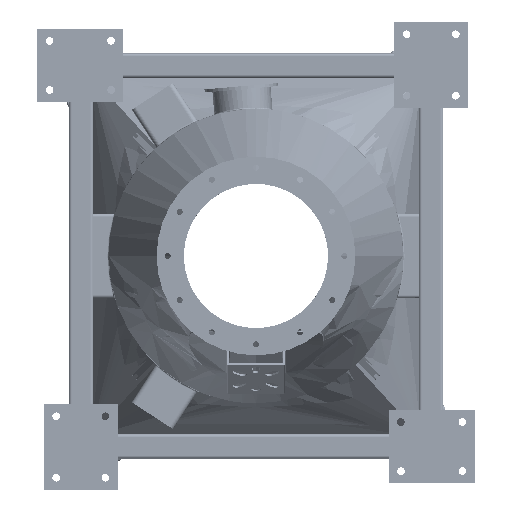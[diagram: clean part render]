
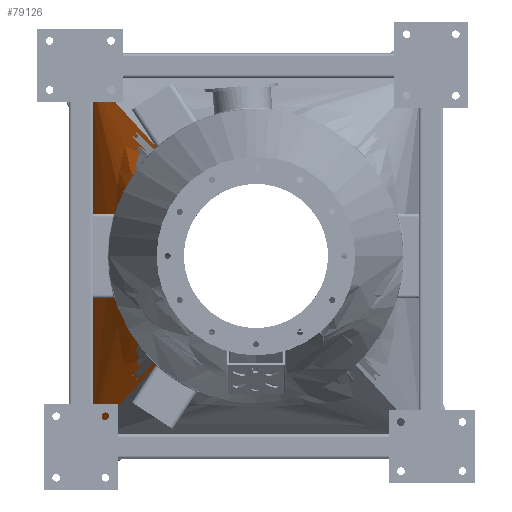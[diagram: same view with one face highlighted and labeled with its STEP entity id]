
A CAD part, front view. The second image highlights one B-rep face of the part: STEP entity #79126.
In plain terms, the highlighted free-form (B-spline) face has degree [3, 1] with [34, 2] control points.
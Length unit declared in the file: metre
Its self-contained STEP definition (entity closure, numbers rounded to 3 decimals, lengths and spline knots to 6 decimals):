
#542 = ORIENTED_EDGE ( 'NONE', *, *, #128058, .F. ) ;
#2991 = AXIS2_PLACEMENT_3D ( 'NONE', #17910, #51117, #133271 ) ;
#5724 = CARTESIAN_POINT ( 'NONE',  ( 0.3429, 0.6712, -0.109273 ) ) ;
#6393 = CARTESIAN_POINT ( 'NONE',  ( 0.199033, 0.4172, -0.158027 ) ) ;
#7072 = CARTESIAN_POINT ( 'NONE',  ( 0.182883, 0.4172, 0.176453 ) ) ;
#7735 = CARTESIAN_POINT ( 'NONE',  ( 0.254, 0.4172, -0.009321 ) ) ;
#8429 = CARTESIAN_POINT ( 'NONE',  ( 0.3429, 0.6712, 0.031221 ) ) ;
#9792 = ORIENTED_EDGE ( 'NONE', *, *, #91368, .T. ) ;
#9966 = CARTESIAN_POINT ( 'NONE',  ( 0.3429, 0.6712, 0.37465 ) ) ;
#10605 = CARTESIAN_POINT ( 'NONE',  ( 0.3429, 0.6712, 0.37465 ) ) ;
#11305 = LINE ( 'NONE', #9966, #53683 ) ;
#11461 = VERTEX_POINT ( 'NONE', #10605 ) ;
#12277 = VERTEX_POINT ( 'NONE', #106467 ) ;
#12647 = DIRECTION ( 'NONE',  ( -0.477, -0.707, 0.521 ) ) ;
#12931 = VECTOR ( 'NONE', #26400, 1. ) ;
#15944 = CARTESIAN_POINT ( 'NONE',  ( 0.177249, 0.4172, 0.182098 ) ) ;
#16618 = CARTESIAN_POINT ( 'NONE',  ( 0.24992, 0.4172, 0.046267 ) ) ;
#17276 = CARTESIAN_POINT ( 'NONE',  ( 0.3429, 0.6712, -0.124883 ) ) ;
#17910 = CARTESIAN_POINT ( 'NONE',  ( 0., 0.4172, 0. ) ) ;
#17950 = CARTESIAN_POINT ( 'NONE',  ( 0.17149, 0.4172, 0.187369 ) ) ;
#18608 = CARTESIAN_POINT ( 'NONE',  ( 0.3429, 0.6712, -0.249767 ) ) ;
#22768 = CARTESIAN_POINT ( 'NONE',  ( 0.3429, 0.6712, -0.343429 ) ) ;
#26126 = CARTESIAN_POINT ( 'NONE',  ( 0.237598, 0.4172, 0.090254 ) ) ;
#26400 = DIRECTION ( 'NONE',  ( -0.477, -0.707, -0.521 ) ) ;
#26794 = CARTESIAN_POINT ( 'NONE',  ( 0.222663, 0.4172, -0.122525 ) ) ;
#27451 = CARTESIAN_POINT ( 'NONE',  ( 0.209043, 0.4172, 0.144525 ) ) ;
#28117 = CARTESIAN_POINT ( 'NONE',  ( 0.3429, 0.6712, -0.156104 ) ) ;
#28790 = CARTESIAN_POINT ( 'NONE',  ( 0.3429, 0.6712, -0.078052 ) ) ;
#33005 = CARTESIAN_POINT ( 'NONE',  ( 0.257195, 0.5442, -0.281009 ) ) ;
#36291 = CARTESIAN_POINT ( 'NONE',  ( 0.17149, 0.4172, -0.187369 ) ) ;
#36957 = CARTESIAN_POINT ( 'NONE',  ( 0.3429, 0.6712, 0.265377 ) ) ;
#37633 = CARTESIAN_POINT ( 'NONE',  ( 0.226777, 0.4172, 0.114748 ) ) ;
#38310 = CARTESIAN_POINT ( 'NONE',  ( 0.3429, 0.6712, 0.156104 ) ) ;
#38973 = CARTESIAN_POINT ( 'NONE',  ( 0.245913, 0.4172, 0.064245 ) ) ;
#39646 = CARTESIAN_POINT ( 'NONE',  ( 0.222663, 0.4172, 0.122525 ) ) ;
#41193 = DIRECTION ( 'NONE',  ( 0., 0., -1. ) ) ;
#43785 = CARTESIAN_POINT ( 'NONE',  ( 0.182883, 0.4172, -0.176453 ) ) ;
#44451 = CARTESIAN_POINT ( 'NONE',  ( 0.193774, 0.4172, -0.164418 ) ) ;
#46487 = FACE_OUTER_BOUND ( 'NONE', #92113, .T. ) ;
#46753 = ORIENTED_EDGE ( 'NONE', *, *, #85324, .T. ) ;
#47821 = CARTESIAN_POINT ( 'NONE',  ( 0.3429, 0.6712, -0.01561 ) ) ;
#48500 = CARTESIAN_POINT ( 'NONE',  ( 0.3429, 0.6712, 0.35904 ) ) ;
#49161 = CARTESIAN_POINT ( 'NONE',  ( 0.3429, 0.6712, -0.062442 ) ) ;
#49824 = CARTESIAN_POINT ( 'NONE',  ( 0.243432, 0.4172, -0.07307 ) ) ;
#51117 = DIRECTION ( 'NONE',  ( 0., 1., 0. ) ) ;
#51334 = VECTOR ( 'NONE', #12647, 1. ) ;
#53683 = VECTOR ( 'NONE', #41193, 1. ) ;
#54640 = CARTESIAN_POINT ( 'NONE',  ( 0.3429, 0.6712, -0.312208 ) ) ;
#55016 = VERTEX_POINT ( 'NONE', #62516 ) ;
#56536 = ORIENTED_EDGE ( 'NONE', *, *, #134386, .F. ) ;
#57337 = CARTESIAN_POINT ( 'NONE',  ( 0.3429, 0.6712, 0.37465 ) ) ;
#58005 = CARTESIAN_POINT ( 'NONE',  ( 0.213796, 0.4172, -0.137414 ) ) ;
#58671 = CARTESIAN_POINT ( 'NONE',  ( 0.251445, 0.4172, -0.037115 ) ) ;
#60008 = CARTESIAN_POINT ( 'NONE',  ( 0.213796, 0.4172, 0.137414 ) ) ;
#62516 = CARTESIAN_POINT ( 'NONE',  ( 0.17149, 0.4172, -0.187369 ) ) ;
#64155 = CARTESIAN_POINT ( 'NONE',  ( 0.3429, 0.6712, -0.35904 ) ) ;
#64834 = CARTESIAN_POINT ( 'NONE',  ( 0.177249, 0.4172, -0.182098 ) ) ;
#67533 = CARTESIAN_POINT ( 'NONE',  ( 0.3429, 0.6712, 0.078052 ) ) ;
#68200 = CARTESIAN_POINT ( 'NONE',  ( 0.226777, 0.4172, -0.114748 ) ) ;
#68873 = CARTESIAN_POINT ( 'NONE',  ( 0.3429, 0.6712, -0.296598 ) ) ;
#69538 = CARTESIAN_POINT ( 'NONE',  ( 0.3429, 0.6712, 0.109273 ) ) ;
#70208 = CARTESIAN_POINT ( 'NONE',  ( 0.251445, 0.4172, 0.037115 ) ) ;
#78410 = CARTESIAN_POINT ( 'NONE',  ( 0.3429, 0.6712, -0.031221 ) ) ;
#79069 = CARTESIAN_POINT ( 'NONE',  ( 0.3429, 0.6712, 0.249767 ) ) ;
#79126 = ADVANCED_FACE ( 'NONE', ( #46487 ), #84573, .T. ) ;
#79741 = CARTESIAN_POINT ( 'NONE',  ( 0.3429, 0.6712, 0.296598 ) ) ;
#80405 = CARTESIAN_POINT ( 'NONE',  ( 0.3429, 0.6712, 0.343429 ) ) ;
#84573 = B_SPLINE_SURFACE_WITH_KNOTS ( 'NONE', 3, 1, ( 
 ( #129305, #36291 ),
 ( #64155, #64834 ),
 ( #22768, #43785 ),
 ( #54640, #44451 ),
 ( #68873, #6393 ),
 ( #119796, #129981 ),
 ( #18608, #58005 ),
 ( #110286, #26794 ),
 ( #121795, #68200 ),
 ( #109610, #100781 ),
 ( #28117, #98766 ),
 ( #17276, #49824 ),
 ( #5724, #131985 ),
 ( #28790, #89908 ),
 ( #49161, #58671 ),
 ( #78410, #131311 ),
 ( #47821, #7735 ),
 ( #89239, #119124 ),
 ( #8429, #91242 ),
 ( #110954, #70208 ),
 ( #67533, #16618 ),
 ( #69538, #38973 ),
 ( #99441, #101449 ),
 ( #38310, #26126 ),
 ( #121138, #130654 ),
 ( #111620, #37633 ),
 ( #132642, #39646 ),
 ( #79069, #60008 ),
 ( #36957, #27451 ),
 ( #79741, #120457 ),
 ( #100110, #108952 ),
 ( #80405, #7072 ),
 ( #48500, #15944 ),
 ( #57337, #17950 ) ),
 .UNSPECIFIED., .F., .F., .F.,
 ( 4, 2, 2, 2, 2, 2, 2, 2, 2, 2, 2, 2, 2, 2, 2, 2, 4 ),
 ( 2, 2 ),
 ( 0., 0.0625, 0.125, 0.1875, 0.25, 0.3125, 0.375, 0.4375, 0.5, 0.5625, 0.625, 0.6875, 0.75, 0.8125, 0.875, 0.9375, 1. ),
 ( 0., 1. ),
 .UNSPECIFIED. ) ;
#85324 = EDGE_CURVE ( 'NONE', #11461, #12277, #88182, .T. ) ;
#88182 = LINE ( 'NONE', #129600, #12931 ) ;
#89239 = CARTESIAN_POINT ( 'NONE',  ( 0.3429, 0.6712, 0.01561 ) ) ;
#89908 = CARTESIAN_POINT ( 'NONE',  ( 0.24992, 0.4172, -0.046267 ) ) ;
#91242 = CARTESIAN_POINT ( 'NONE',  ( 0.253485, 0.4172, 0.018642 ) ) ;
#91316 = CARTESIAN_POINT ( 'NONE',  ( 0.3429, 0.6712, -0.37465 ) ) ;
#91368 = EDGE_CURVE ( 'NONE', #12277, #55016, #91910, .T. ) ;
#91910 = CIRCLE ( 'NONE', #2991, 0.254 ) ;
#92113 = EDGE_LOOP ( 'NONE', ( #542, #46753, #9792, #56536 ) ) ;
#98766 = CARTESIAN_POINT ( 'NONE',  ( 0.237598, 0.4172, -0.090254 ) ) ;
#99441 = CARTESIAN_POINT ( 'NONE',  ( 0.3429, 0.6712, 0.124883 ) ) ;
#100110 = CARTESIAN_POINT ( 'NONE',  ( 0.3429, 0.6712, 0.312208 ) ) ;
#100781 = CARTESIAN_POINT ( 'NONE',  ( 0.234245, 0.4172, -0.098612 ) ) ;
#101449 = CARTESIAN_POINT ( 'NONE',  ( 0.243432, 0.4172, 0.07307 ) ) ;
#103986 = VERTEX_POINT ( 'NONE', #91316 ) ;
#105004 = LINE ( 'NONE', #33005, #51334 ) ;
#106467 = CARTESIAN_POINT ( 'NONE',  ( 0.17149, 0.4172, 0.187369 ) ) ;
#108952 = CARTESIAN_POINT ( 'NONE',  ( 0.193774, 0.4172, 0.164418 ) ) ;
#109610 = CARTESIAN_POINT ( 'NONE',  ( 0.3429, 0.6712, -0.171715 ) ) ;
#110286 = CARTESIAN_POINT ( 'NONE',  ( 0.3429, 0.6712, -0.218546 ) ) ;
#110954 = CARTESIAN_POINT ( 'NONE',  ( 0.3429, 0.6712, 0.062442 ) ) ;
#111620 = CARTESIAN_POINT ( 'NONE',  ( 0.3429, 0.6712, 0.202935 ) ) ;
#119124 = CARTESIAN_POINT ( 'NONE',  ( 0.254, 0.4172, 0.009321 ) ) ;
#119796 = CARTESIAN_POINT ( 'NONE',  ( 0.3429, 0.6712, -0.265377 ) ) ;
#120457 = CARTESIAN_POINT ( 'NONE',  ( 0.199033, 0.4172, 0.158027 ) ) ;
#121138 = CARTESIAN_POINT ( 'NONE',  ( 0.3429, 0.6712, 0.171715 ) ) ;
#121795 = CARTESIAN_POINT ( 'NONE',  ( 0.3429, 0.6712, -0.202935 ) ) ;
#128058 = EDGE_CURVE ( 'NONE', #11461, #103986, #11305, .T. ) ;
#129305 = CARTESIAN_POINT ( 'NONE',  ( 0.3429, 0.6712, -0.37465 ) ) ;
#129600 = CARTESIAN_POINT ( 'NONE',  ( 0.257195, 0.5442, 0.281009 ) ) ;
#129981 = CARTESIAN_POINT ( 'NONE',  ( 0.209043, 0.4172, -0.144525 ) ) ;
#130654 = CARTESIAN_POINT ( 'NONE',  ( 0.234245, 0.4172, 0.098612 ) ) ;
#131311 = CARTESIAN_POINT ( 'NONE',  ( 0.253485, 0.4172, -0.018642 ) ) ;
#131985 = CARTESIAN_POINT ( 'NONE',  ( 0.245913, 0.4172, -0.064245 ) ) ;
#132642 = CARTESIAN_POINT ( 'NONE',  ( 0.3429, 0.6712, 0.218546 ) ) ;
#133271 = DIRECTION ( 'NONE',  ( 0., 0., 1. ) ) ;
#134386 = EDGE_CURVE ( 'NONE', #103986, #55016, #105004, .T. ) ;
